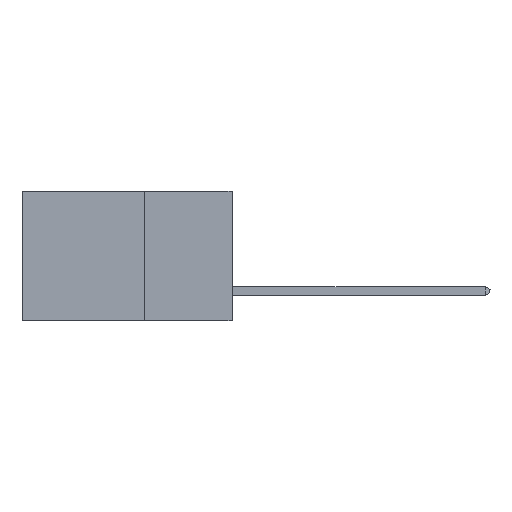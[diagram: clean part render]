
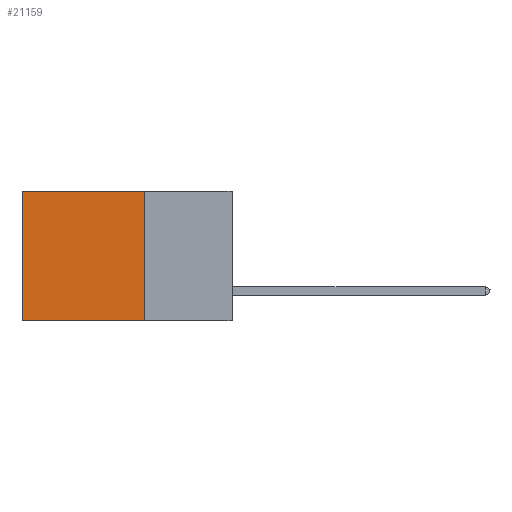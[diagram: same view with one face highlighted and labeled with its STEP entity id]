
A CAD part, left-side view. The second image highlights one B-rep face of the part: STEP entity #21159.
In plain terms, the highlighted planar face has unit normal (-1, 0, 0).
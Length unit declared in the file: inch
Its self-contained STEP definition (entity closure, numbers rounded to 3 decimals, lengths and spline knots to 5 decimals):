
#307 = DIRECTION ( 'NONE',  ( 1., 0., 0. ) ) ;
#628 = CARTESIAN_POINT ( 'NONE',  ( 0.2875, 0.25, -0.37 ) ) ;
#727 = CARTESIAN_POINT ( 'NONE',  ( 0.2875, 0.25, 0. ) ) ;
#1850 = ORIENTED_EDGE ( 'NONE', *, *, #24825, .T. ) ;
#2270 = EDGE_CURVE ( 'NONE', #28214, #24111, #13528, .T. ) ;
#2594 = PLANE ( 'NONE',  #24295 ) ;
#2669 = VERTEX_POINT ( 'NONE', #20721 ) ;
#2728 = EDGE_LOOP ( 'NONE', ( #20890, #16638, #7538, #1850 ) ) ;
#2801 = DIRECTION ( 'NONE',  ( 0., 1., 0. ) ) ;
#3084 = LINE ( 'NONE', #8098, #22633 ) ;
#7538 = ORIENTED_EDGE ( 'NONE', *, *, #23628, .F. ) ;
#7636 = DIRECTION ( 'NONE',  ( 0., 0., -1. ) ) ;
#8098 = CARTESIAN_POINT ( 'NONE',  ( 0.2875, 0.6, 0. ) ) ;
#9663 = CARTESIAN_POINT ( 'NONE',  ( 0.2875, 0.6, -0.37 ) ) ;
#9693 = CARTESIAN_POINT ( 'NONE',  ( 0.2875, 0.25, -0.37 ) ) ;
#9713 = CARTESIAN_POINT ( 'NONE',  ( 0.2875, 0.6, 0. ) ) ;
#10928 = LINE ( 'NONE', #25248, #13703 ) ;
#11147 = LINE ( 'NONE', #727, #28354 ) ;
#13528 = LINE ( 'NONE', #628, #15925 ) ;
#13703 = VECTOR ( 'NONE', #27427, 39.37008 ) ;
#15395 = CARTESIAN_POINT ( 'NONE',  ( 0.2875, 0.25, 0. ) ) ;
#15925 = VECTOR ( 'NONE', #2801, 39.37008 ) ;
#16638 = ORIENTED_EDGE ( 'NONE', *, *, #2270, .F. ) ;
#18544 = FACE_OUTER_BOUND ( 'NONE', #2728, .T. ) ;
#20038 = DIRECTION ( 'NONE',  ( 0., 0., -1. ) ) ;
#20721 = CARTESIAN_POINT ( 'NONE',  ( 0.2875, 0.25, 0. ) ) ;
#20890 = ORIENTED_EDGE ( 'NONE', *, *, #25502, .T. ) ;
#21159 = ADVANCED_FACE ( 'NONE', ( #18544 ), #2594, .F. ) ;
#22633 = VECTOR ( 'NONE', #23081, 39.37008 ) ;
#23081 = DIRECTION ( 'NONE',  ( 0., 0., -1. ) ) ;
#23623 = VERTEX_POINT ( 'NONE', #9713 ) ;
#23628 = EDGE_CURVE ( 'NONE', #2669, #28214, #11147, .T. ) ;
#24111 = VERTEX_POINT ( 'NONE', #9663 ) ;
#24295 = AXIS2_PLACEMENT_3D ( 'NONE', #15395, #307, #20038 ) ;
#24825 = EDGE_CURVE ( 'NONE', #2669, #23623, #10928, .T. ) ;
#25248 = CARTESIAN_POINT ( 'NONE',  ( 0.2875, 0.25, 0. ) ) ;
#25502 = EDGE_CURVE ( 'NONE', #23623, #24111, #3084, .T. ) ;
#27427 = DIRECTION ( 'NONE',  ( 0., 1., 0. ) ) ;
#28214 = VERTEX_POINT ( 'NONE', #9693 ) ;
#28354 = VECTOR ( 'NONE', #7636, 39.37008 ) ;
